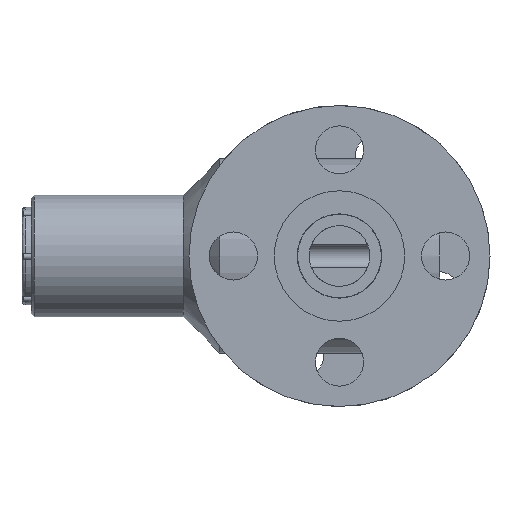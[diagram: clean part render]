
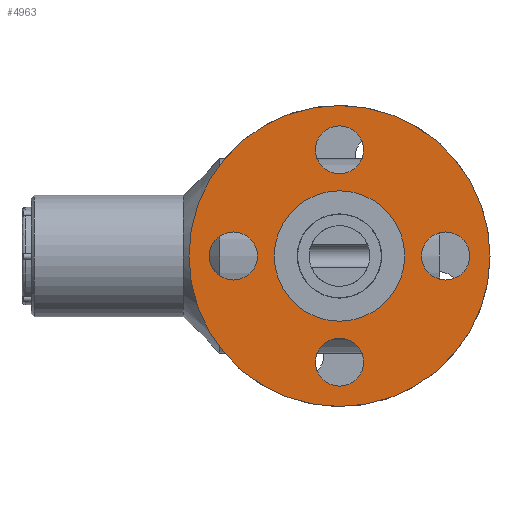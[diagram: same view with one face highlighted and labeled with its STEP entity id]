
A CAD part, left-side view. The second image highlights one B-rep face of the part: STEP entity #4963.
In plain terms, the highlighted planar face has unit normal (-1, 0, 0).
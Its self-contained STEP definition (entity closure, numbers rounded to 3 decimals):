
#562 = DIRECTION ( 'NONE',  ( 0., 0., 1. ) ) ;
#879 = ORIENTED_EDGE ( 'NONE', *, *, #4056, .F. ) ;
#1210 = DIRECTION ( 'NONE',  ( -1., 0., 0. ) ) ;
#1227 = ORIENTED_EDGE ( 'NONE', *, *, #3667, .F. ) ;
#1521 = EDGE_LOOP ( 'NONE', ( #2726 ) ) ;
#2023 = EDGE_CURVE ( 'NONE', #6962, #6962, #7401, .T. ) ;
#2201 = DIRECTION ( 'NONE',  ( -1., 0., 0. ) ) ;
#2726 = ORIENTED_EDGE ( 'NONE', *, *, #2023, .F. ) ;
#3043 = CIRCLE ( 'NONE', #9767, 49.5 ) ;
#3340 = CIRCLE ( 'NONE', #10860, 7.9 ) ;
#3506 = EDGE_LOOP ( 'NONE', ( #879 ) ) ;
#3667 = EDGE_CURVE ( 'NONE', #8695, #8695, #3043, .T. ) ;
#3701 = EDGE_CURVE ( 'NONE', #5913, #5913, #10965, .T. ) ;
#3872 = CARTESIAN_POINT ( 'NONE',  ( 1.6, 0., 42.8 ) ) ;
#3886 = FACE_BOUND ( 'NONE', #1521, .T. ) ;
#3990 = CARTESIAN_POINT ( 'NONE',  ( 1.6, 0., 49.5 ) ) ;
#4004 = FACE_BOUND ( 'NONE', #9641, .T. ) ;
#4009 = DIRECTION ( 'NONE',  ( 0., 0., 1. ) ) ;
#4056 = EDGE_CURVE ( 'NONE', #7832, #7832, #5826, .T. ) ;
#4175 = VERTEX_POINT ( 'NONE', #7949 ) ;
#4739 = ORIENTED_EDGE ( 'NONE', *, *, #11020, .F. ) ;
#4963 = ADVANCED_FACE ( 'E28', ( #9756, #4004, #3886, #9697, #11567, #6859 ), #10514, .T. ) ;
#5005 = DIRECTION ( 'NONE',  ( 0., 0., 1. ) ) ;
#5006 = EDGE_LOOP ( 'NONE', ( #10713 ) ) ;
#5040 = ORIENTED_EDGE ( 'NONE', *, *, #7525, .F. ) ;
#5826 = CIRCLE ( 'NONE', #6014, 7.9 ) ;
#5913 = VERTEX_POINT ( 'NONE', #7771 ) ;
#6014 = AXIS2_PLACEMENT_3D ( 'NONE', #7814, #12119, #12179 ) ;
#6201 = AXIS2_PLACEMENT_3D ( 'NONE', #6357, #10319, #9267 ) ;
#6215 = CARTESIAN_POINT ( 'NONE',  ( 1.6, 0., -27. ) ) ;
#6357 = CARTESIAN_POINT ( 'NONE',  ( 1.6, 0., 34.9 ) ) ;
#6502 = EDGE_LOOP ( 'NONE', ( #5040 ) ) ;
#6747 = DIRECTION ( 'NONE',  ( 1., 0., 0. ) ) ;
#6859 = FACE_BOUND ( 'NONE', #5006, .T. ) ;
#6923 = CARTESIAN_POINT ( 'NONE',  ( 1.6, 0., 0. ) ) ;
#6962 = VERTEX_POINT ( 'NONE', #3872 ) ;
#6977 = CARTESIAN_POINT ( 'NONE',  ( 1.6, 21.45, 0. ) ) ;
#7251 = AXIS2_PLACEMENT_3D ( 'NONE', #6977, #1210, #5005 ) ;
#7401 = CIRCLE ( 'NONE', #6201, 7.9 ) ;
#7525 = EDGE_CURVE ( 'NONE', #9927, #9927, #10225, .T. ) ;
#7771 = CARTESIAN_POINT ( 'NONE',  ( 1.6, 0., 21.45 ) ) ;
#7792 = CARTESIAN_POINT ( 'NONE',  ( 1.6, 0., 0. ) ) ;
#7814 = CARTESIAN_POINT ( 'NONE',  ( 1.6, 34.9, 0. ) ) ;
#7832 = VERTEX_POINT ( 'NONE', #9568 ) ;
#7949 = CARTESIAN_POINT ( 'NONE',  ( 1.6, -34.9, 7.9 ) ) ;
#8113 = CARTESIAN_POINT ( 'NONE',  ( 1.6, 0., -34.9 ) ) ;
#8380 = DIRECTION ( 'NONE',  ( 0., 0., 1. ) ) ;
#8695 = VERTEX_POINT ( 'NONE', #3990 ) ;
#9002 = EDGE_LOOP ( 'NONE', ( #1227 ) ) ;
#9042 = DIRECTION ( 'NONE',  ( -1., 0., 0. ) ) ;
#9267 = DIRECTION ( 'NONE',  ( 0., 0., 1. ) ) ;
#9310 = DIRECTION ( 'NONE',  ( -1., 0., 0. ) ) ;
#9568 = CARTESIAN_POINT ( 'NONE',  ( 1.6, 34.9, 7.9 ) ) ;
#9623 = AXIS2_PLACEMENT_3D ( 'NONE', #8113, #9042, #562 ) ;
#9641 = EDGE_LOOP ( 'NONE', ( #4739 ) ) ;
#9697 = FACE_BOUND ( 'NONE', #3506, .T. ) ;
#9756 = FACE_BOUND ( 'NONE', #6502, .T. ) ;
#9767 = AXIS2_PLACEMENT_3D ( 'NONE', #7792, #6747, #4009 ) ;
#9827 = DIRECTION ( 'NONE',  ( 0., 0., 1. ) ) ;
#9927 = VERTEX_POINT ( 'NONE', #6215 ) ;
#10225 = CIRCLE ( 'NONE', #9623, 7.9 ) ;
#10319 = DIRECTION ( 'NONE',  ( -1., 0., 0. ) ) ;
#10514 = PLANE ( 'NONE',  #7251 ) ;
#10713 = ORIENTED_EDGE ( 'NONE', *, *, #3701, .F. ) ;
#10860 = AXIS2_PLACEMENT_3D ( 'NONE', #12151, #9310, #8380 ) ;
#10965 = CIRCLE ( 'NONE', #11175, 21.45 ) ;
#11020 = EDGE_CURVE ( 'NONE', #4175, #4175, #3340, .T. ) ;
#11175 = AXIS2_PLACEMENT_3D ( 'NONE', #6923, #2201, #9827 ) ;
#11567 = FACE_OUTER_BOUND ( 'NONE', #9002, .T. ) ;
#12119 = DIRECTION ( 'NONE',  ( -1., 0., 0. ) ) ;
#12151 = CARTESIAN_POINT ( 'NONE',  ( 1.6, -34.9, 0. ) ) ;
#12179 = DIRECTION ( 'NONE',  ( 0., 0., 1. ) ) ;
